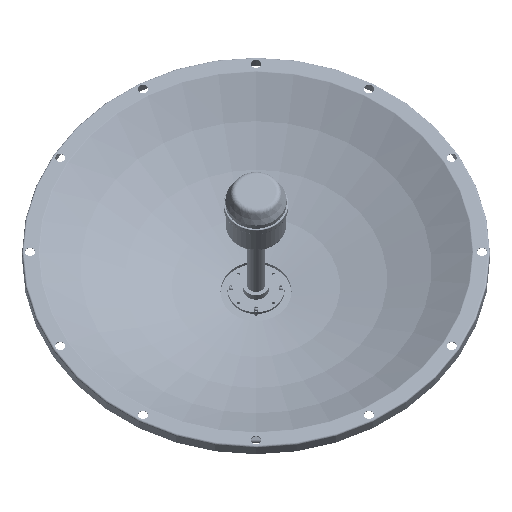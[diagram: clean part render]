
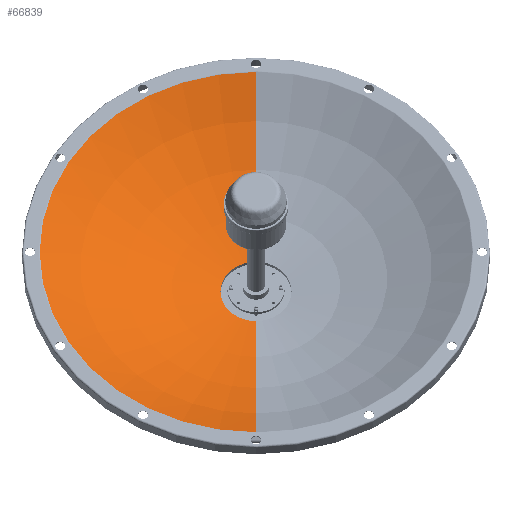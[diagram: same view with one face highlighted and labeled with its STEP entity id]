
A CAD part, top view. The second image highlights one B-rep face of the part: STEP entity #66839.
In plain terms, the highlighted toroidal (fillet/blend) face has major radius 0 mm and minor radius 503.716 mm.
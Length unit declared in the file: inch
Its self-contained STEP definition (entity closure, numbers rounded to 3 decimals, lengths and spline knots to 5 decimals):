
#14083 = AXIS2_PLACEMENT_3D ( 'NONE', #31522, #31540, #31542 ) ;
#19640 = CARTESIAN_POINT ( 'NONE',  ( 0., 3.90468, -1.942 ) ) ;
#19658 = CARTESIAN_POINT ( 'NONE',  ( 0., 0.06793, 11.85306 ) ) ;
#20054 = CARTESIAN_POINT ( 'NONE',  ( 0., 3.90468, 1.942 ) ) ;
#20060 = CARTESIAN_POINT ( 'NONE',  ( 0., 0.06793, -11.85306 ) ) ;
#31522 = CARTESIAN_POINT ( 'NONE',  ( 0., -15.83132, 0. ) ) ;
#31540 = DIRECTION ( 'NONE',  ( 0., -1., 0. ) ) ;
#31542 = DIRECTION ( 'NONE',  ( 0., 0., -1. ) ) ;
#34711 = FACE_OUTER_BOUND ( 'NONE', #69178, .T. ) ;
#34732 = TOROIDAL_SURFACE ( 'NONE', #14083, 0., 19.83132 ) ;
#35247 = AXIS2_PLACEMENT_3D ( 'NONE', #55095, #55096, #55097 ) ;
#35248 = AXIS2_PLACEMENT_3D ( 'NONE', #55098, #55099, #55100 ) ;
#35249 = AXIS2_PLACEMENT_3D ( 'NONE', #55101, #55102, #55103 ) ;
#35250 = AXIS2_PLACEMENT_3D ( 'NONE', #55104, #55105, #55106 ) ;
#52316 = CIRCLE ( 'NONE', #35249, 19.83132 ) ;
#52318 = CIRCLE ( 'NONE', #35247, 19.83132 ) ;
#52319 = CIRCLE ( 'NONE', #35248, 11.85306 ) ;
#52320 = CIRCLE ( 'NONE', #35250, 1.942 ) ;
#55095 = CARTESIAN_POINT ( 'NONE',  ( 0., -15.83132, 0. ) ) ;
#55096 = DIRECTION ( 'NONE',  ( -1., 0., 0. ) ) ;
#55097 = DIRECTION ( 'NONE',  ( 0., 0., 1. ) ) ;
#55098 = CARTESIAN_POINT ( 'NONE',  ( 0., 0.06793, 0. ) ) ;
#55099 = DIRECTION ( 'NONE',  ( 0., -1., 0. ) ) ;
#55100 = DIRECTION ( 'NONE',  ( 0., 0., -1. ) ) ;
#55101 = CARTESIAN_POINT ( 'NONE',  ( 0., -15.83132, 0. ) ) ;
#55102 = DIRECTION ( 'NONE',  ( 1., 0., 0. ) ) ;
#55103 = DIRECTION ( 'NONE',  ( 0., 0., -1. ) ) ;
#55104 = CARTESIAN_POINT ( 'NONE',  ( 0., 3.90468, 0. ) ) ;
#55105 = DIRECTION ( 'NONE',  ( 0., -1., 0. ) ) ;
#55106 = DIRECTION ( 'NONE',  ( 0., 0., -1. ) ) ;
#65120 = VERTEX_POINT ( 'NONE', #19640 ) ;
#65145 = VERTEX_POINT ( 'NONE', #19658 ) ;
#65477 = VERTEX_POINT ( 'NONE', #20054 ) ;
#65481 = VERTEX_POINT ( 'NONE', #20060 ) ;
#66839 = ADVANCED_FACE ( 'NONE', ( #34711 ), #34732, .T. ) ;
#69178 = EDGE_LOOP ( 'NONE', ( #72370, #72372, #72374, #72376 ) ) ;
#72370 = ORIENTED_EDGE ( 'NONE', *, *, #78272, .T. ) ;
#72372 = ORIENTED_EDGE ( 'NONE', *, *, #78271, .T. ) ;
#72374 = ORIENTED_EDGE ( 'NONE', *, *, #78270, .F. ) ;
#72376 = ORIENTED_EDGE ( 'NONE', *, *, #78269, .F. ) ;
#78269 = EDGE_CURVE ( 'NONE', #65120, #65481, #52318, .T. ) ;
#78270 = EDGE_CURVE ( 'NONE', #65481, #65145, #52319, .T. ) ;
#78271 = EDGE_CURVE ( 'NONE', #65477, #65145, #52316, .T. ) ;
#78272 = EDGE_CURVE ( 'NONE', #65120, #65477, #52320, .T. ) ;
